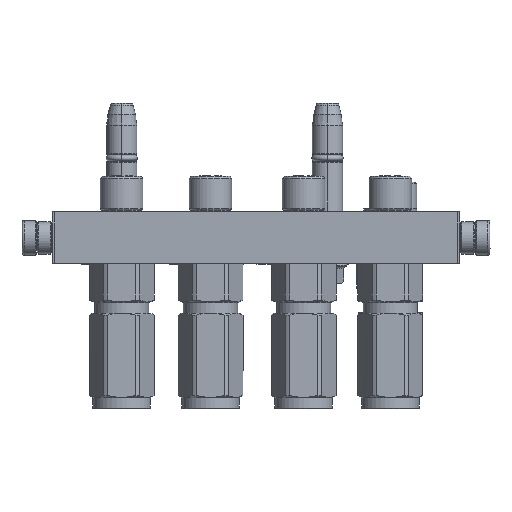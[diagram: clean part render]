
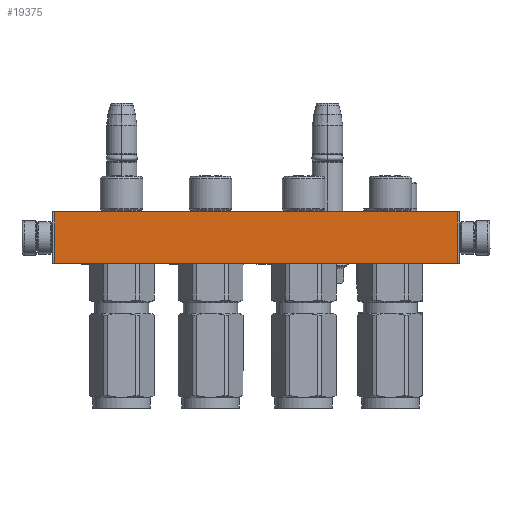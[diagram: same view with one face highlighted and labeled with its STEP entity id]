
A CAD part, left-side view. The second image highlights one B-rep face of the part: STEP entity #19375.
In plain terms, the highlighted face is planar.
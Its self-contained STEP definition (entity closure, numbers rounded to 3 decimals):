
#1366 = VERTEX_POINT ( 'NONE', #28294 ) ;
#5827 = DIRECTION ( 'NONE',  ( -1., 0., 0. ) ) ;
#9620 = DIRECTION ( 'NONE',  ( 0., 0., -1. ) ) ;
#10146 = VERTEX_POINT ( 'NONE', #39809 ) ;
#12261 = CARTESIAN_POINT ( 'NONE',  ( 155., 0., -22. ) ) ;
#13505 = LINE ( 'NONE', #21552, #43410 ) ;
#13913 = DIRECTION ( 'NONE',  ( 0., 1., 0. ) ) ;
#14177 = VERTEX_POINT ( 'NONE', #17257 ) ;
#15054 = AXIS2_PLACEMENT_3D ( 'NONE', #18535, #9620, #5827 ) ;
#15590 = VERTEX_POINT ( 'NONE', #36811 ) ;
#15635 = EDGE_CURVE ( 'NONE', #14177, #1366, #29838, .T. ) ;
#16613 = DIRECTION ( 'NONE',  ( 0., 1., 0. ) ) ;
#17257 = CARTESIAN_POINT ( 'NONE',  ( 155., 24., -22. ) ) ;
#17536 = ORIENTED_EDGE ( 'NONE', *, *, #32327, .F. ) ;
#18535 = CARTESIAN_POINT ( 'NONE',  ( 156., 0., -22. ) ) ;
#19375 = ADVANCED_FACE ( 'NONE', ( #35135 ), #27282, .T. ) ;
#21552 = CARTESIAN_POINT ( 'NONE',  ( 155., 0., -22. ) ) ;
#21938 = EDGE_LOOP ( 'NONE', ( #54807, #17536, #44158, #37975 ) ) ;
#25064 = LINE ( 'NONE', #27449, #49580 ) ;
#25600 = EDGE_CURVE ( 'NONE', #10146, #15590, #13505, .T. ) ;
#27282 = PLANE ( 'NONE',  #15054 ) ;
#27449 = CARTESIAN_POINT ( 'NONE',  ( -31., 0., -22. ) ) ;
#28294 = CARTESIAN_POINT ( 'NONE',  ( -31., 24., -22. ) ) ;
#29838 = LINE ( 'NONE', #54603, #42750 ) ;
#32327 = EDGE_CURVE ( 'NONE', #10146, #14177, #49554, .T. ) ;
#35135 = FACE_OUTER_BOUND ( 'NONE', #21938, .T. ) ;
#36811 = CARTESIAN_POINT ( 'NONE',  ( -31., 0., -22. ) ) ;
#37975 = ORIENTED_EDGE ( 'NONE', *, *, #40602, .T. ) ;
#39809 = CARTESIAN_POINT ( 'NONE',  ( 155., 0., -22. ) ) ;
#40602 = EDGE_CURVE ( 'NONE', #15590, #1366, #25064, .T. ) ;
#41203 = DIRECTION ( 'NONE',  ( -1., 0., 0. ) ) ;
#42750 = VECTOR ( 'NONE', #41203, 1000. ) ;
#43410 = VECTOR ( 'NONE', #43597, 1000. ) ;
#43597 = DIRECTION ( 'NONE',  ( -1., 0., 0. ) ) ;
#44158 = ORIENTED_EDGE ( 'NONE', *, *, #25600, .T. ) ;
#49554 = LINE ( 'NONE', #12261, #55017 ) ;
#49580 = VECTOR ( 'NONE', #13913, 1000. ) ;
#54603 = CARTESIAN_POINT ( 'NONE',  ( 155., 24., -22. ) ) ;
#54807 = ORIENTED_EDGE ( 'NONE', *, *, #15635, .F. ) ;
#55017 = VECTOR ( 'NONE', #16613, 1000. ) ;
